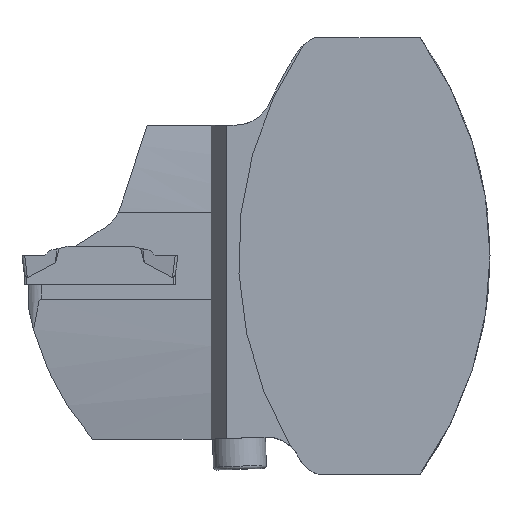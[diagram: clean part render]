
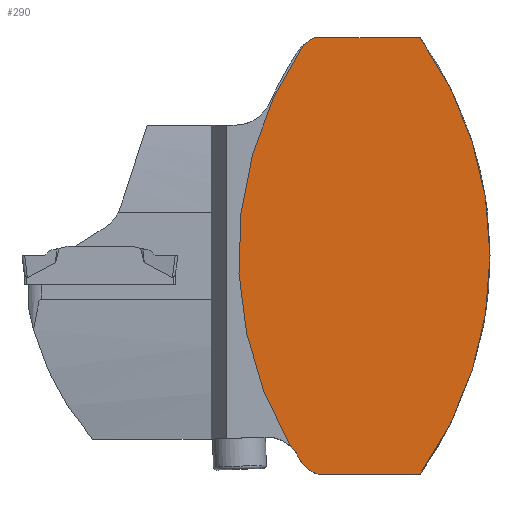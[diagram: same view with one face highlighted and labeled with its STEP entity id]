
A CAD part, top view. The second image highlights one B-rep face of the part: STEP entity #290.
In plain terms, the highlighted planar face has unit normal (0, 0, 1).
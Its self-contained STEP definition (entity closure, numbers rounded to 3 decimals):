
#228=CIRCLE('',#1657,60.25);
#230=CIRCLE('',#1661,60.25);
#231=CIRCLE('',#1664,6.5);
#233=CIRCLE('',#1667,5.);
#234=CIRCLE('',#1669,5.5);
#290=ADVANCED_FACE('',(#420),#361,.T.);
#361=PLANE('',#1706);
#420=FACE_OUTER_BOUND('',#501,.T.);
#501=EDGE_LOOP('',(#734,#735,#736,#737,#738,#739,#740));
#734=ORIENTED_EDGE('',*,*,#1152,.T.);
#735=ORIENTED_EDGE('',*,*,#1148,.T.);
#736=ORIENTED_EDGE('',*,*,#1156,.T.);
#737=ORIENTED_EDGE('',*,*,#1145,.F.);
#738=ORIENTED_EDGE('',*,*,#1163,.F.);
#739=ORIENTED_EDGE('',*,*,#1160,.F.);
#740=ORIENTED_EDGE('',*,*,#1141,.F.);
#996=VERTEX_POINT('',#2162);
#998=VERTEX_POINT('',#2165);
#1001=VERTEX_POINT('',#2172);
#1002=VERTEX_POINT('',#2174);
#1004=VERTEX_POINT('',#2180);
#1005=VERTEX_POINT('',#2181);
#1012=VERTEX_POINT('',#2212);
#1141=EDGE_CURVE('',#996,#998,#1358,.T.);
#1145=EDGE_CURVE('',#1001,#1002,#228,.T.);
#1148=EDGE_CURVE('',#1004,#1005,#1363,.T.);
#1152=EDGE_CURVE('',#996,#1004,#230,.T.);
#1156=EDGE_CURVE('',#1005,#1002,#231,.T.);
#1160=EDGE_CURVE('',#998,#1012,#233,.T.);
#1163=EDGE_CURVE('',#1012,#1001,#234,.T.);
#1358=LINE('',#2164,#1475);
#1363=LINE('',#2179,#1480);
#1475=VECTOR('',#1788,1.);
#1480=VECTOR('',#1801,1.);
#1657=AXIS2_PLACEMENT_3D('',#2173,#1794,#1795);
#1661=AXIS2_PLACEMENT_3D('',#2188,#1807,#1808);
#1664=AXIS2_PLACEMENT_3D('',#2201,#1813,#1814);
#1667=AXIS2_PLACEMENT_3D('',#2211,#1820,#1821);
#1669=AXIS2_PLACEMENT_3D('',#2220,#1825,#1826);
#1706=AXIS2_PLACEMENT_3D('',#2528,#1934,#1935);
#1788=DIRECTION('',(-1.,0.,0.));
#1794=DIRECTION('',(0.,0.,-1.));
#1795=DIRECTION('',(-1.,0.,0.));
#1801=DIRECTION('',(-1.,0.,0.));
#1807=DIRECTION('',(0.,0.,1.));
#1808=DIRECTION('',(-1.,0.,0.));
#1813=DIRECTION('',(0.,0.,1.));
#1814=DIRECTION('',(-1.,0.,0.));
#1820=DIRECTION('',(0.,0.,-1.));
#1821=DIRECTION('',(-1.,0.,0.));
#1825=DIRECTION('',(0.,0.,1.));
#1826=DIRECTION('',(-1.,0.,0.));
#1934=DIRECTION('',(0.,0.,1.));
#1935=DIRECTION('',(1.,0.,0.));
#2162=CARTESIAN_POINT('',(8.891,-35.,0.));
#2164=CARTESIAN_POINT('',(-51.95,-35.,0.));
#2165=CARTESIAN_POINT('',(-7.5,-35.,0.));
#2172=CARTESIAN_POINT('',(-11.975,-30.474,0.));
#2173=CARTESIAN_POINT('',(40.,0.,0.));
#2174=CARTESIAN_POINT('',(-9.865,33.816,0.));
#2179=CARTESIAN_POINT('',(-51.95,35.,0.));
#2180=CARTESIAN_POINT('',(8.891,35.,0.));
#2181=CARTESIAN_POINT('',(-8.,35.,0.));
#2188=CARTESIAN_POINT('',(-40.15,0.,0.));
#2201=CARTESIAN_POINT('',(-5.5,29.,0.));
#2211=CARTESIAN_POINT('',(-6.1,-30.2,0.));
#2212=CARTESIAN_POINT('',(-10.647,-32.28,0.));
#2220=CARTESIAN_POINT('',(-15.649,-34.567,0.));
#2528=CARTESIAN_POINT('',(0.,0.,0.));
